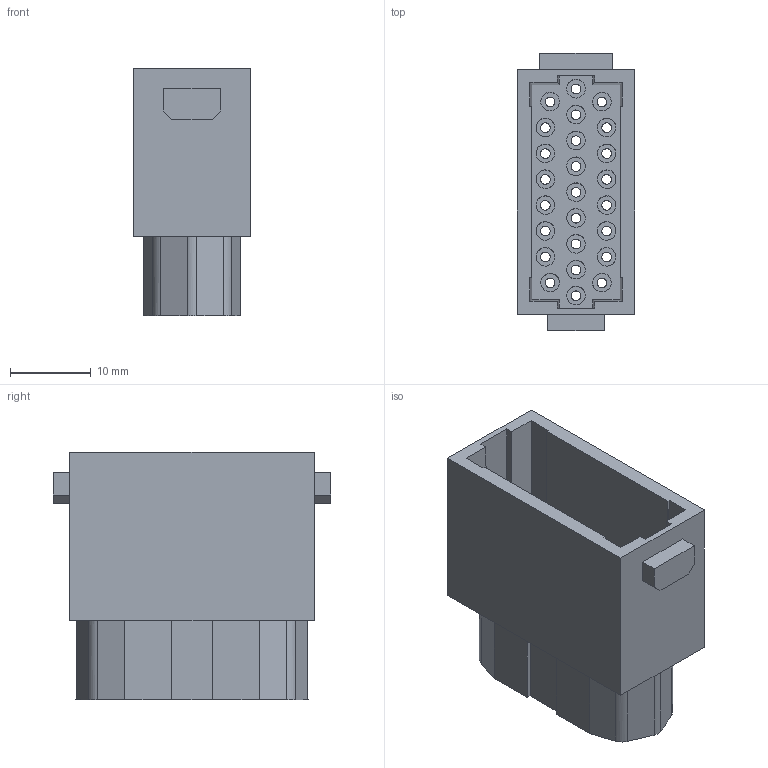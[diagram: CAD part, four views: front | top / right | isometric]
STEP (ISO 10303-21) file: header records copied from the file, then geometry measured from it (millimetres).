
FILE_DESCRIPTION(('CATIA V5 STEP Exchange','CAx-IF Rec.Pracs.--- Model Styling and Organization---1.4--- 2014-01-23'),'2;1');
FILE_NAME ('1255388-1_1', '2021-01-18T16:13:41+00:00', ('none'), ('Weidmueller'), 'CATIA Version 5-6 Release 2016 SP3 HF44', 'CATIA V5 STEP AP214', 'none');
FILE_SCHEMA(('AUTOMOTIVE_DESIGN { 1 0 10303 214 1 1 1 1 }'));
Length unit declared in the file: millimetre
Products named in the file (1): 2748510000
Bounding box: 14.6 x 34.4 x 30.65 mm (x, y, z)
Volume: 6425 mm3; surface area: 7603 mm2
Topology: 1 solids, 1 shells, 295 faces, 746 edges, 482 vertices
Faces by surface type: cylinder 156, plane 89, cone 50
Entity records: 11788 total; most frequent: CARTESIAN_POINT 5039, ORIENTED_EDGE 1492, DIRECTION 1106, EDGE_CURVE 746, VERTEX_POINT 482, AXIS2_PLACEMENT_3D 437, VECTOR 380, LINE 380
